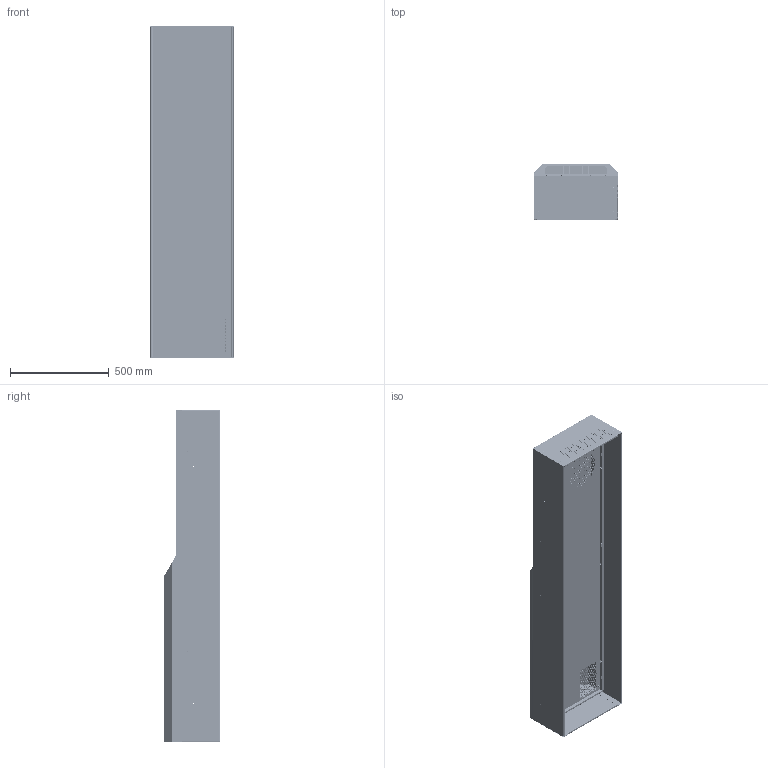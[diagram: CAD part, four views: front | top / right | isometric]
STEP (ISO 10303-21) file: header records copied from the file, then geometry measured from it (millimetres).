
FILE_DESCRIPTION((''),'2;1');
FILE_NAME('KG4274R_NEMA4X_SW_COVER_ASS_ASM','2018-09-14T',('briang'),(''),'CREO PARAMETRIC BY PTC INC, 2017170','CREO PARAMETRIC BY PTC INC, 2017170','');
FILE_SCHEMA(('CONFIG_CONTROL_DESIGN'));
Products named in the file (12): KG4274R_NEMA_4X_SW_BOT_COVER; KG4274R_NEMA4X_SW_TOP_COVER; KG4274R_NEMA4X_SW_UNIT_CV; KG4274R_NEMA4X_SW_LFT_MUNT_BKT; KG4274R_NEMA4X_SW_TOP_MNT_BRCKT; KG4274R_NEMA4X_SW_SEP_BKT; SCREW_M6X16_DOME_A2; M4_CAGE_NUT_A2; KG4274R_NEMA4X_SW_BOT_MESH; KG4274R_NEMA4X_SW_LFT_SPC_RAIL; POPRIVET_4X7_A2_A2; KG4274R_NEMA4X_SW_COVER_ASS_ASM
Assembly tree (35 placements, depth 2):
  KG4274R_NEMA4X_SW_COVER_ASS_ASM
    KG4274R_NEMA_4X_SW_BOT_COVER
    KG4274R_NEMA4X_SW_TOP_COVER
    KG4274R_NEMA4X_SW_UNIT_CV
    KG4274R_NEMA4X_SW_LFT_MUNT_BKT  x2
    KG4274R_NEMA4X_SW_TOP_MNT_BRCKT
    KG4274R_NEMA4X_SW_SEP_BKT
    SCREW_M6X16_DOME_A2  x4
    M4_CAGE_NUT_A2  x6
    KG4274R_NEMA4X_SW_BOT_MESH
    KG4274R_NEMA4X_SW_LFT_SPC_RAIL  x2
    POPRIVET_4X7_A2_A2  x15
Bounding box: 420 x 281.5 x 1680 mm (x, y, z)
Volume: 2986871 mm3; surface area: 6058310.4 mm2
Topology: 35 solids, 35 shells, 3845 faces, 10509 edges, 6740 vertices
Faces by surface type: cylinder 1911, plane 1581, bspline 205, sphere 88, torus 52, cone 8
Entity records: 116081 total; most frequent: CARTESIAN_POINT 28882, DIRECTION 18165, ORIENTED_EDGE 17610, EDGE_CURVE 8805, AXIS2_PLACEMENT_3D 6607, VERTEX_POINT 5678, EDGE_LOOP 4999, VECTOR 4951
